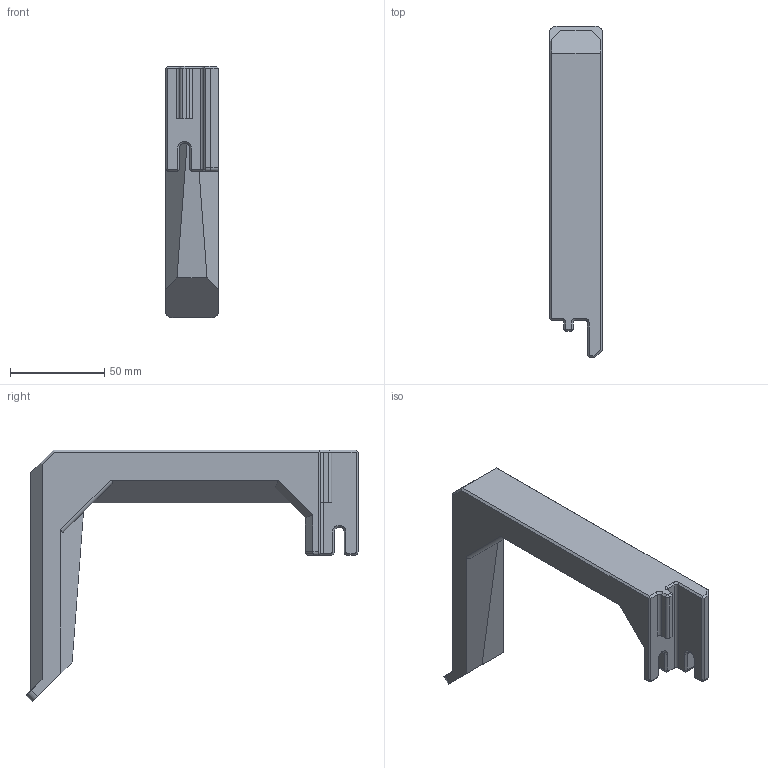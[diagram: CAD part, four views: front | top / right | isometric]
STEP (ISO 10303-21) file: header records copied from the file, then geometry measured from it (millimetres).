
FILE_DESCRIPTION(/* description */ ('Alibre Inc.'),/* implementation_level */ '2;1');
FILE_NAME(/* name */ 'export-890B6F23-3ECD-4B21-8CF1-2A311DAD8A52',/* time_stamp */ '2021-06-09T21:16:28-05:00',/* author */ (''),/* organization */ (''),/* preprocessor_version */ 'ST-DEVELOPER v17',/* originating_system */ 'Alibre',/* authorisation */ '');
FILE_SCHEMA (('AUTOMOTIVE_DESIGN'));
Length unit declared in the file: millimetre
Bounding box: 28 x 176.53 x 133.86 mm (x, y, z)
Volume: 175502.5 mm3; surface area: 29956.8 mm2
Topology: 1 solids, 1 shells, 97 faces, 243 edges, 148 vertices
Faces by surface type: plane 60, cylinder 23, cone 14
Entity records: 2777 total; most frequent: ORIENTED_EDGE 486, CARTESIAN_POINT 485, DIRECTION 427, EDGE_CURVE 243, VECTOR 190, LINE 190, VERTEX_POINT 148, AXIS2_PLACEMENT_3D 147
